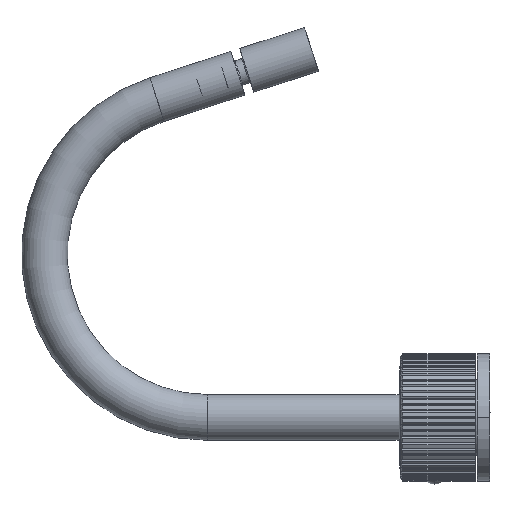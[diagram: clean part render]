
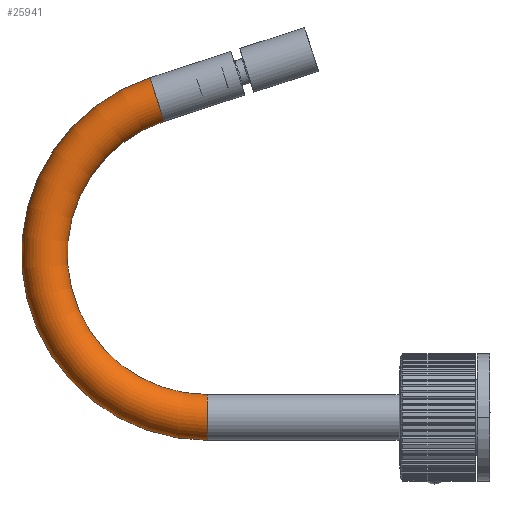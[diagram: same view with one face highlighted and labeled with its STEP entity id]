
A CAD part, left-side view. The second image highlights one B-rep face of the part: STEP entity #25941.
In plain terms, the highlighted toroidal (fillet/blend) face has major radius 64 mm and minor radius 9 mm.
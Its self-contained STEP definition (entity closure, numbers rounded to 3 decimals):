
#25282=CARTESIAN_POINT('',(0.,135.777,124.868));
#25283=DIRECTION('',(0.,-0.951,0.309));
#25284=DIRECTION('',(0.,0.309,0.951));
#25285=AXIS2_PLACEMENT_3D('',#25282,#25283,#25284);
#25287=CARTESIAN_POINT('',(0.,116.,0.));
#25288=DIRECTION('',(0.,1.,0.));
#25289=DIRECTION('',(0.,0.,-1.));
#25290=AXIS2_PLACEMENT_3D('',#25287,#25288,#25289);
#25292=CARTESIAN_POINT('',(0.,116.,64.));
#25293=DIRECTION('',(1.,0.,0.));
#25294=DIRECTION('',(0.,0.,-1.));
#25295=AXIS2_PLACEMENT_3D('',#25292,#25293,#25294);
#25652=CARTESIAN_POINT('',(0.,116.,64.));
#25653=DIRECTION('',(1.,0.,0.));
#25654=DIRECTION('',(0.,0.,-1.));
#25655=AXIS2_PLACEMENT_3D('',#25652,#25653,#25654);
#25795=CARTESIAN_POINT('',(0.,116.,9.));
#25796=CARTESIAN_POINT('',(0.,116.,-9.));
#25797=VERTEX_POINT('',#25795);
#25798=VERTEX_POINT('',#25796);
#25803=CARTESIAN_POINT('',(0.,132.996,116.308));
#25804=CARTESIAN_POINT('',(0.,138.558,133.427));
#25805=VERTEX_POINT('',#25803);
#25806=VERTEX_POINT('',#25804);
#25927=CARTESIAN_POINT('',(0.,116.,64.));
#25928=DIRECTION('',(1.,0.,0.));
#25929=DIRECTION('',(0.,0.,1.));
#25930=AXIS2_PLACEMENT_3D('',#25927,#25928,#25929);
#25931=TOROIDAL_SURFACE('',#25930,64.,9.);
#25933=ORIENTED_EDGE('',*,*,#25932,.F.);
#25935=ORIENTED_EDGE('',*,*,#25934,.T.);
#25936=ORIENTED_EDGE('',*,*,#25915,.T.);
#25938=ORIENTED_EDGE('',*,*,#25937,.F.);
#25939=EDGE_LOOP('',(#25933,#25935,#25936,#25938));
#25940=FACE_OUTER_BOUND('',#25939,.F.);
#25941=ADVANCED_FACE('',(#25940),#25931,.T.);
#25286=CIRCLE('',#25285,9.);
#25291=CIRCLE('',#25290,9.);
#25296=CIRCLE('',#25295,73.);
#25656=CIRCLE('',#25655,55.);
#25915=EDGE_CURVE('',#25806,#25805,#25286,.T.);
#25932=EDGE_CURVE('',#25798,#25797,#25291,.T.);
#25934=EDGE_CURVE('',#25798,#25806,#25296,.T.);
#25937=EDGE_CURVE('',#25797,#25805,#25656,.T.);
